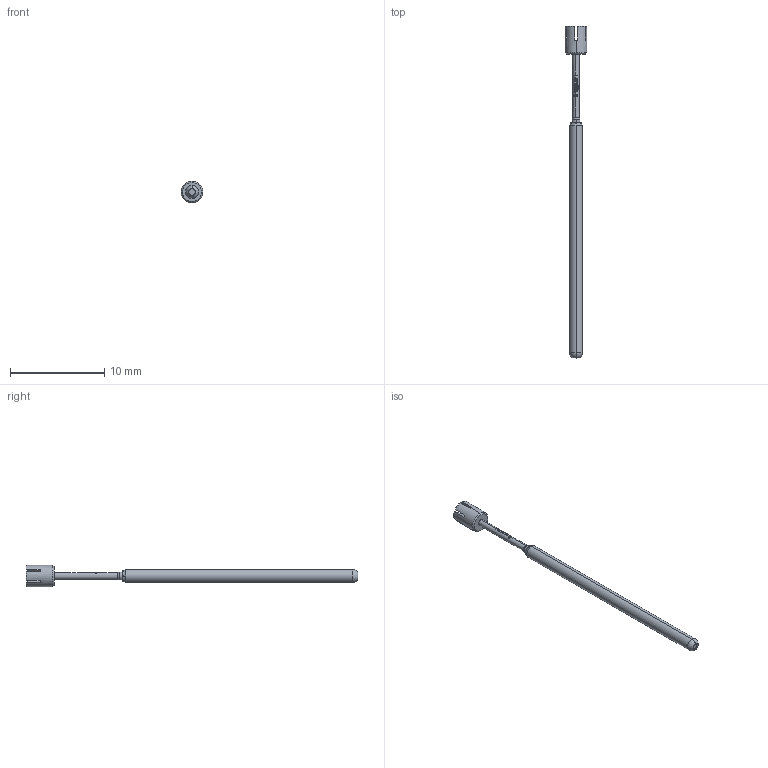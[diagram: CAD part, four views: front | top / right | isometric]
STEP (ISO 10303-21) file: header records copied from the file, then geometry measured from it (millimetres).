
FILE_DESCRIPTION (( 'STEP AP203' ), '1' );
FILE_NAME ('INGUN_GKS-100_319_230_A_xx00_Q15.STEP', '2020-10-21T09:10:10', ( '' ), ( '' ), 'SwSTEP 2.0', 'SolidWorks 2018', '' );
FILE_SCHEMA (( 'CONFIG_CONTROL_DESIGN' ));
Length unit declared in the file: millimetre
Products named in the file (1): INGUN_GKS-100_319_230_A_xx00_Q15
Bounding box: 2.3 x 35.3 x 2.3 mm (x, y, z)
Volume: 48.8 mm3; surface area: 164.9 mm2
Topology: 1 solids, 1 shells, 119 faces, 330 edges, 216 vertices
Faces by surface type: plane 46, cylinder 29, bspline 22, cone 16, torus 6
Entity records: 5095 total; most frequent: CARTESIAN_POINT 2422, ORIENTED_EDGE 660, DIRECTION 362, EDGE_CURVE 330, VERTEX_POINT 216, B_SPLINE_CURVE_WITH_KNOTS 216, AXIS2_PLACEMENT_3D 150, EDGE_LOOP 122
